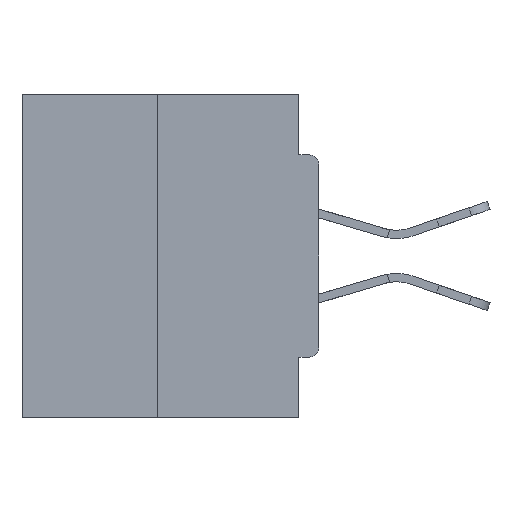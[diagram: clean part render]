
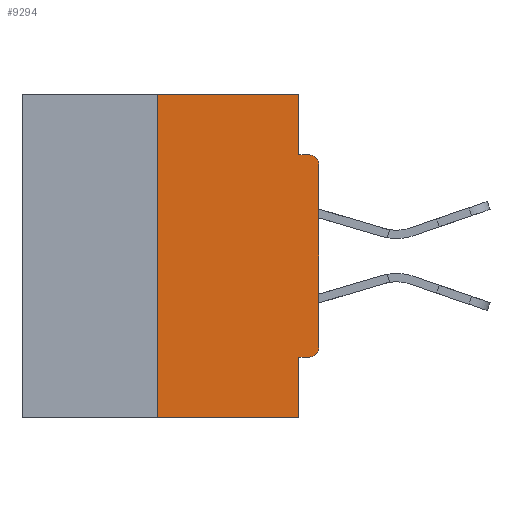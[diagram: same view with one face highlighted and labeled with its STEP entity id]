
A CAD part, left-side view. The second image highlights one B-rep face of the part: STEP entity #9294.
In plain terms, the highlighted planar face has unit normal (-1, 0, 0).
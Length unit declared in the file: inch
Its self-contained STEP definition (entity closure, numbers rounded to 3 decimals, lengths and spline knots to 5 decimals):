
#390 = DIRECTION ( 'NONE',  ( -1., 0., 0. ) ) ;
#483 = VECTOR ( 'NONE', #16024, 39.37008 ) ;
#1172 = CARTESIAN_POINT ( 'NONE',  ( 0., 0.46, -0.5 ) ) ;
#1267 = VERTEX_POINT ( 'NONE', #32123 ) ;
#2213 = DIRECTION ( 'NONE',  ( 0., 1., 0. ) ) ;
#3083 = DIRECTION ( 'NONE',  ( 0., 0., -1. ) ) ;
#3668 = ORIENTED_EDGE ( 'NONE', *, *, #8525, .T. ) ;
#3791 = CIRCLE ( 'NONE', #6360, 0.015 ) ;
#4023 = DIRECTION ( 'NONE',  ( 0., 0., 1. ) ) ;
#4211 = CARTESIAN_POINT ( 'NONE',  ( 0., 0.031, -0.0935 ) ) ;
#5523 = LINE ( 'NONE', #15288, #19307 ) ;
#5672 = VERTEX_POINT ( 'NONE', #32655 ) ;
#5830 = CARTESIAN_POINT ( 'NONE',  ( 0., 0.015, -0.3915 ) ) ;
#6360 = AXIS2_PLACEMENT_3D ( 'NONE', #17396, #390, #16891 ) ;
#7399 = LINE ( 'NONE', #14758, #18031 ) ;
#8042 = LINE ( 'NONE', #35707, #483 ) ;
#8302 = CARTESIAN_POINT ( 'NONE',  ( 0., 0., -0.1085 ) ) ;
#8315 = DIRECTION ( 'NONE',  ( 1., 0., 0. ) ) ;
#8525 = EDGE_CURVE ( 'NONE', #32542, #1267, #17307, .T. ) ;
#8695 = DIRECTION ( 'NONE',  ( -1., 0., 0. ) ) ;
#9294 = ADVANCED_FACE ( 'NONE', ( #22088 ), #36529, .F. ) ;
#9945 = VERTEX_POINT ( 'NONE', #24687 ) ;
#11488 = CARTESIAN_POINT ( 'NONE',  ( 0., 0., -0.3915 ) ) ;
#11932 = VECTOR ( 'NONE', #29543, 39.37008 ) ;
#12229 = ORIENTED_EDGE ( 'NONE', *, *, #14830, .F. ) ;
#12325 = CARTESIAN_POINT ( 'NONE',  ( 0., 0., 0. ) ) ;
#12328 = LINE ( 'NONE', #12325, #19861 ) ;
#12663 = DIRECTION ( 'NONE',  ( 0., -1., 0. ) ) ;
#13058 = EDGE_CURVE ( 'NONE', #32542, #5672, #24766, .T. ) ;
#14154 = ORIENTED_EDGE ( 'NONE', *, *, #31297, .T. ) ;
#14264 = ORIENTED_EDGE ( 'NONE', *, *, #17670, .F. ) ;
#14758 = CARTESIAN_POINT ( 'NONE',  ( 0., 0.46, 0. ) ) ;
#14830 = EDGE_CURVE ( 'NONE', #5672, #9945, #7399, .T. ) ;
#15288 = CARTESIAN_POINT ( 'NONE',  ( 0., 0., -0.0935 ) ) ;
#16024 = DIRECTION ( 'NONE',  ( 0., 0., -1. ) ) ;
#16430 = VERTEX_POINT ( 'NONE', #11488 ) ;
#16789 = CARTESIAN_POINT ( 'NONE',  ( 0., 0.031, -0.5 ) ) ;
#16891 = DIRECTION ( 'NONE',  ( 0., 0., -1. ) ) ;
#17307 = LINE ( 'NONE', #1172, #21703 ) ;
#17372 = LINE ( 'NONE', #36155, #18260 ) ;
#17396 = CARTESIAN_POINT ( 'NONE',  ( 0., 0.015, -0.1085 ) ) ;
#17670 = EDGE_CURVE ( 'NONE', #9945, #26038, #8042, .T. ) ;
#18031 = VECTOR ( 'NONE', #26003, 39.37008 ) ;
#18171 = DIRECTION ( 'NONE',  ( 0., -1., 0. ) ) ;
#18260 = VECTOR ( 'NONE', #2213, 39.37008 ) ;
#18826 = LINE ( 'NONE', #16789, #34294 ) ;
#19307 = VECTOR ( 'NONE', #12663, 39.37008 ) ;
#19861 = VECTOR ( 'NONE', #4023, 39.37008 ) ;
#20065 = DIRECTION ( 'NONE',  ( 0., 0., -1. ) ) ;
#21401 = CARTESIAN_POINT ( 'NONE',  ( 0., 0.25, 0. ) ) ;
#21517 = ORIENTED_EDGE ( 'NONE', *, *, #23454, .F. ) ;
#21703 = VECTOR ( 'NONE', #18171, 39.37008 ) ;
#22088 = FACE_OUTER_BOUND ( 'NONE', #27345, .T. ) ;
#22244 = VERTEX_POINT ( 'NONE', #24698 ) ;
#22598 = DIRECTION ( 'NONE',  ( 0., 0., -1. ) ) ;
#22663 = EDGE_CURVE ( 'NONE', #26038, #32890, #5523, .T. ) ;
#23454 = EDGE_CURVE ( 'NONE', #22244, #1267, #18826, .T. ) ;
#24687 = CARTESIAN_POINT ( 'NONE',  ( 0., 0.031, 0. ) ) ;
#24698 = CARTESIAN_POINT ( 'NONE',  ( 0., 0.031, -0.4065 ) ) ;
#24766 = LINE ( 'NONE', #21401, #11932 ) ;
#24937 = CARTESIAN_POINT ( 'NONE',  ( 0., 0.015, -0.4065 ) ) ;
#26003 = DIRECTION ( 'NONE',  ( 0., -1., 0. ) ) ;
#26038 = VERTEX_POINT ( 'NONE', #4211 ) ;
#27345 = EDGE_LOOP ( 'NONE', ( #12229, #30256, #3668, #21517, #35889, #32959, #27967, #14154, #35016, #14264 ) ) ;
#27967 = ORIENTED_EDGE ( 'NONE', *, *, #31034, .T. ) ;
#28232 = VERTEX_POINT ( 'NONE', #24937 ) ;
#28959 = EDGE_CURVE ( 'NONE', #28232, #16430, #30686, .T. ) ;
#29543 = DIRECTION ( 'NONE',  ( 0., 0., 1. ) ) ;
#30256 = ORIENTED_EDGE ( 'NONE', *, *, #13058, .F. ) ;
#30686 = CIRCLE ( 'NONE', #30929, 0.015 ) ;
#30929 = AXIS2_PLACEMENT_3D ( 'NONE', #5830, #8695, #3083 ) ;
#31034 = EDGE_CURVE ( 'NONE', #16430, #34498, #12328, .T. ) ;
#31297 = EDGE_CURVE ( 'NONE', #34498, #32890, #3791, .T. ) ;
#32123 = CARTESIAN_POINT ( 'NONE',  ( 0., 0.031, -0.5 ) ) ;
#32542 = VERTEX_POINT ( 'NONE', #35161 ) ;
#32655 = CARTESIAN_POINT ( 'NONE',  ( 0., 0.25, 0. ) ) ;
#32890 = VERTEX_POINT ( 'NONE', #35350 ) ;
#32959 = ORIENTED_EDGE ( 'NONE', *, *, #28959, .T. ) ;
#33922 = CARTESIAN_POINT ( 'NONE',  ( 0., 0.46, 0. ) ) ;
#34294 = VECTOR ( 'NONE', #22598, 39.37008 ) ;
#34498 = VERTEX_POINT ( 'NONE', #8302 ) ;
#35016 = ORIENTED_EDGE ( 'NONE', *, *, #22663, .F. ) ;
#35161 = CARTESIAN_POINT ( 'NONE',  ( 0., 0.25, -0.5 ) ) ;
#35169 = AXIS2_PLACEMENT_3D ( 'NONE', #33922, #8315, #20065 ) ;
#35350 = CARTESIAN_POINT ( 'NONE',  ( 0., 0.015, -0.0935 ) ) ;
#35707 = CARTESIAN_POINT ( 'NONE',  ( 0., 0.031, 0. ) ) ;
#35889 = ORIENTED_EDGE ( 'NONE', *, *, #36672, .F. ) ;
#36155 = CARTESIAN_POINT ( 'NONE',  ( 0., 0., -0.4065 ) ) ;
#36529 = PLANE ( 'NONE',  #35169 ) ;
#36672 = EDGE_CURVE ( 'NONE', #28232, #22244, #17372, .T. ) ;
